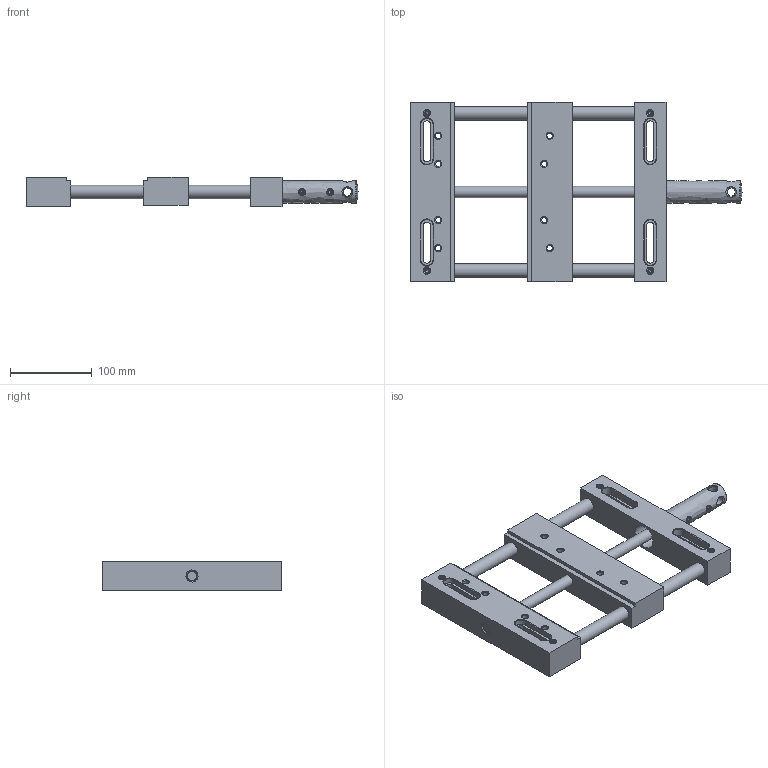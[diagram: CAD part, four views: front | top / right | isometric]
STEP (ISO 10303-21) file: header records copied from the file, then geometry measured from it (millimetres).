
FILE_DESCRIPTION(('FreeCAD Model'),'2;1');
FILE_NAME('Open CASCADE Shape Model','2025-05-07T23:20:28',('FreeCAD'),( 'FreeCAD'),'Open CASCADE STEP processor 7.6','FreeCAD','Unknown');
FILE_SCHEMA(('AUTOMOTIVE_DESIGN { 1 0 10303 214 1 1 1 1 }'));
Length unit declared in the file: millimetre
Products named in the file (1): Open CASCADE STEP translator 7.6 1
Bounding box: 406.51 x 220.29 x 35.8 mm (x, y, z)
Volume: 1190814.5 mm3; surface area: 222507.3 mm2
Topology: 13 solids, 13 shells, 244 faces, 532 edges, 330 vertices
Faces by surface type: bspline 244
Entity records: 11700 total; most frequent: CARTESIAN_POINT 8442, ORIENTED_EDGE 1062, EDGE_CURVE 531, VERTEX_POINT 330, FACE_BOUND 313, EDGE_LOOP 313, B_SPLINE_CURVE_WITH_KNOTS 295, ADVANCED_FACE 244
